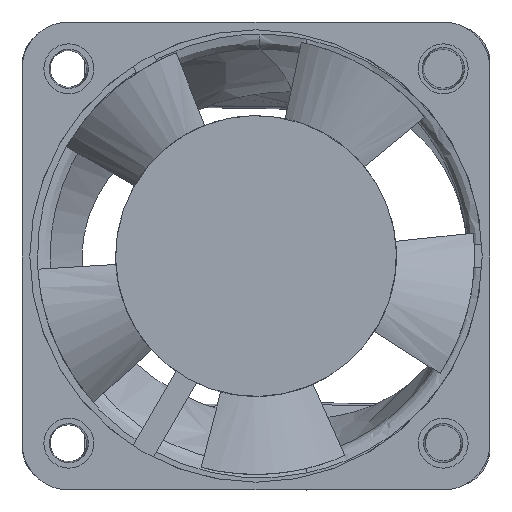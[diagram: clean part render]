
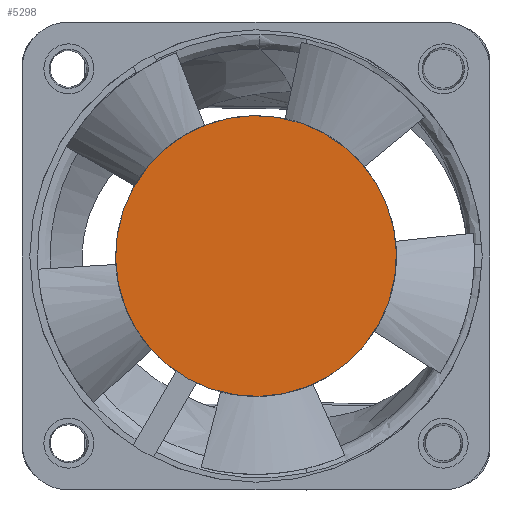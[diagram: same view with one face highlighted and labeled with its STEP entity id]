
A CAD part, left-side view. The second image highlights one B-rep face of the part: STEP entity #5298.
In plain terms, the highlighted face is planar.
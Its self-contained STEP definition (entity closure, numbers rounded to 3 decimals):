
#394 = CARTESIAN_POINT ( 'NONE',  ( -1.5, 0., 0. ) ) ;
#450 = AXIS2_PLACEMENT_3D ( 'NONE', #4110, #2115, #2696 ) ;
#485 = PLANE ( 'NONE',  #1723 ) ;
#527 = CARTESIAN_POINT ( 'NONE',  ( -1.5, 9., 0. ) ) ;
#593 = EDGE_CURVE ( 'NONE', #1984, #2238, #6331, .T. ) ;
#1118 = FACE_OUTER_BOUND ( 'NONE', #4029, .T. ) ;
#1723 = AXIS2_PLACEMENT_3D ( 'NONE', #3820, #6510, #3190 ) ;
#1984 = VERTEX_POINT ( 'NONE', #2803 ) ;
#2115 = DIRECTION ( 'NONE',  ( 1., 0., 0. ) ) ;
#2238 = VERTEX_POINT ( 'NONE', #527 ) ;
#2311 = DIRECTION ( 'NONE',  ( 0., 1., 0. ) ) ;
#2696 = DIRECTION ( 'NONE',  ( 0., 1., 0. ) ) ;
#2803 = CARTESIAN_POINT ( 'NONE',  ( -1.5, -9., 0. ) ) ;
#3095 = DIRECTION ( 'NONE',  ( 1., 0., 0. ) ) ;
#3190 = DIRECTION ( 'NONE',  ( 0., 1., 0. ) ) ;
#3820 = CARTESIAN_POINT ( 'NONE',  ( -1.5, 0., 0. ) ) ;
#3840 = ORIENTED_EDGE ( 'NONE', *, *, #5359, .T. ) ;
#4029 = EDGE_LOOP ( 'NONE', ( #7905, #3840 ) ) ;
#4059 = AXIS2_PLACEMENT_3D ( 'NONE', #394, #3095, #2311 ) ;
#4110 = CARTESIAN_POINT ( 'NONE',  ( -1.5, 0., 0. ) ) ;
#4549 = CIRCLE ( 'NONE', #450, 9. ) ;
#5298 = ADVANCED_FACE ( 'NONE', ( #1118 ), #485, .T. ) ;
#5359 = EDGE_CURVE ( 'NONE', #2238, #1984, #4549, .T. ) ;
#6331 = CIRCLE ( 'NONE', #4059, 9. ) ;
#6510 = DIRECTION ( 'NONE',  ( 1., 0., 0. ) ) ;
#7905 = ORIENTED_EDGE ( 'NONE', *, *, #593, .T. ) ;
